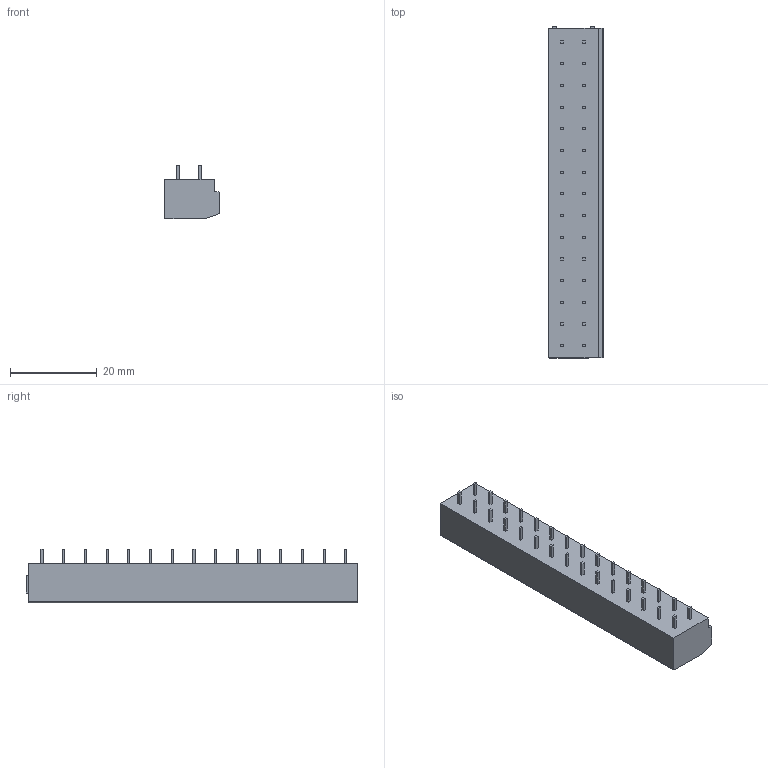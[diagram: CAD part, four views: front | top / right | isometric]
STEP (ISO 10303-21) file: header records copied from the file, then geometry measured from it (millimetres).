
FILE_DESCRIPTION((''),'2;1');
FILE_NAME('TLM-202R','2024-09-30T14:56:17',('tluser'),(''),'CREO PARAMETRIC BY PTC INC, 2018100','CREO PARAMETRIC BY PTC INC, 2018100','');
FILE_SCHEMA(('CONFIG_CONTROL_DESIGN'));
Length unit declared in the file: millimetre
Products named in the file (1): TLM-202R
Bounding box: 12.6 x 76.5 x 12.4 mm (x, y, z)
Volume: 7717.4 mm3; surface area: 4399.4 mm2
Topology: 1 solids, 1 shells, 502 faces, 1194 edges, 756 vertices
Faces by surface type: plane 439, cylinder 33, cone 30
Entity records: 14422 total; most frequent: CARTESIAN_POINT 2902, ORIENTED_EDGE 2388, DIRECTION 2204, EDGE_CURVE 1194, VECTOR 1008, LINE 1008, VERTEX_POINT 756, AXIS2_PLACEMENT_3D 598
